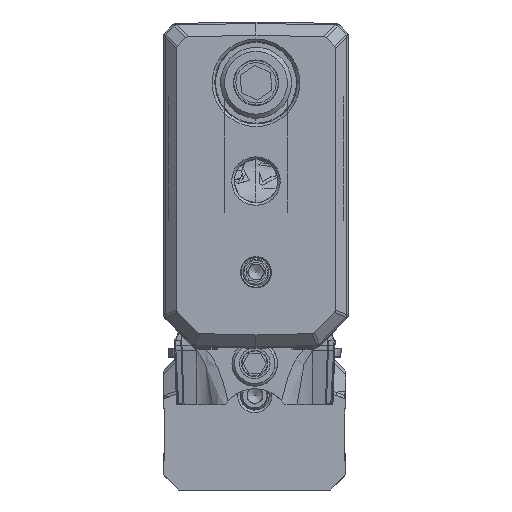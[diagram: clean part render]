
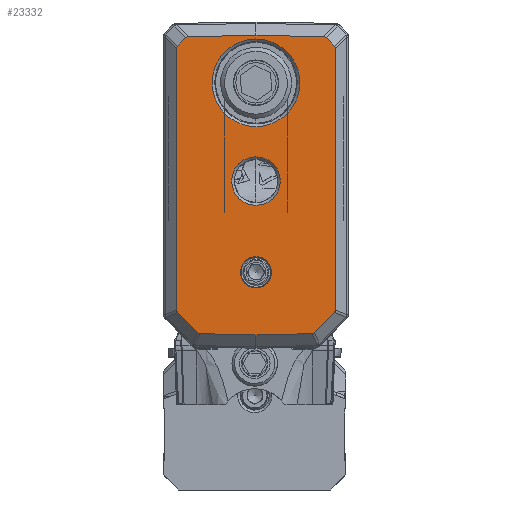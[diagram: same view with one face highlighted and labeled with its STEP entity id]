
A CAD part, front view. The second image highlights one B-rep face of the part: STEP entity #23332.
In plain terms, the highlighted planar face has unit normal (0, -1, 0).
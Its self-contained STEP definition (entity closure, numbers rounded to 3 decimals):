
#3625=ELLIPSE('',#115720,0.859,0.5);
#3626=ELLIPSE('',#115722,0.859,0.5);
#3627=ELLIPSE('',#115724,0.736,0.5);
#3628=ELLIPSE('',#115726,0.735,0.5);
#3629=ELLIPSE('',#115728,0.735,0.5);
#3630=ELLIPSE('',#115730,0.736,0.5);
#3631=ELLIPSE('',#115732,0.859,0.5);
#3632=ELLIPSE('',#115734,0.859,0.5);
#19453=FACE_BOUND('',#37334,.T.);
#19454=FACE_BOUND('',#37335,.T.);
#19455=FACE_BOUND('',#37336,.T.);
#19456=FACE_BOUND('',#37337,.T.);
#23332=ADVANCED_FACE('',(#19453,#19454,#19455,#19456),#27149,.T.);
#27149=PLANE('',#115830);
#37334=EDGE_LOOP('',(#56647,#56648,#56649,#56650,#56651,#56652,#56653,#56654,
#56655,#56656,#56657,#56658,#56659,#56660,#56661,#56662,#56663,#56664));
#37335=EDGE_LOOP('',(#56665));
#37336=EDGE_LOOP('',(#56666));
#37337=EDGE_LOOP('',(#56667));
#56647=ORIENTED_EDGE('',*,*,#84226,.T.);
#56648=ORIENTED_EDGE('',*,*,#84120,.T.);
#56649=ORIENTED_EDGE('',*,*,#84221,.T.);
#56650=ORIENTED_EDGE('',*,*,#84117,.T.);
#56651=ORIENTED_EDGE('',*,*,#84229,.T.);
#56652=ORIENTED_EDGE('',*,*,#84243,.T.);
#56653=ORIENTED_EDGE('',*,*,#84099,.T.);
#56654=ORIENTED_EDGE('',*,*,#84222,.T.);
#56655=ORIENTED_EDGE('',*,*,#84102,.T.);
#56656=ORIENTED_EDGE('',*,*,#84227,.T.);
#56657=ORIENTED_EDGE('',*,*,#84105,.T.);
#56658=ORIENTED_EDGE('',*,*,#84220,.T.);
#56659=ORIENTED_EDGE('',*,*,#84108,.T.);
#56660=ORIENTED_EDGE('',*,*,#84244,.T.);
#56661=ORIENTED_EDGE('',*,*,#84224,.T.);
#56662=ORIENTED_EDGE('',*,*,#84111,.T.);
#56663=ORIENTED_EDGE('',*,*,#84219,.T.);
#56664=ORIENTED_EDGE('',*,*,#84114,.T.);
#56665=ORIENTED_EDGE('',*,*,#83620,.T.);
#56666=ORIENTED_EDGE('',*,*,#83622,.T.);
#56667=ORIENTED_EDGE('',*,*,#83616,.T.);
#72120=VERTEX_POINT('',#179496);
#72124=VERTEX_POINT('',#179532);
#72126=VERTEX_POINT('',#179537);
#72447=VERTEX_POINT('',#183378);
#72448=VERTEX_POINT('',#183380);
#72449=VERTEX_POINT('',#183384);
#72450=VERTEX_POINT('',#183386);
#72451=VERTEX_POINT('',#183390);
#72452=VERTEX_POINT('',#183392);
#72453=VERTEX_POINT('',#183396);
#72454=VERTEX_POINT('',#183398);
#72455=VERTEX_POINT('',#183402);
#72456=VERTEX_POINT('',#183404);
#72457=VERTEX_POINT('',#183408);
#72458=VERTEX_POINT('',#183410);
#72459=VERTEX_POINT('',#183414);
#72460=VERTEX_POINT('',#183416);
#72461=VERTEX_POINT('',#183420);
#72462=VERTEX_POINT('',#183422);
#72514=VERTEX_POINT('',#183780);
#72515=VERTEX_POINT('',#183788);
#83616=EDGE_CURVE('',#72120,#72120,#107344,.T.);
#83620=EDGE_CURVE('',#72124,#72124,#107346,.T.);
#83622=EDGE_CURVE('',#72126,#72126,#107348,.T.);
#84099=EDGE_CURVE('',#72447,#72448,#3625,.T.);
#84102=EDGE_CURVE('',#72449,#72450,#3626,.T.);
#84105=EDGE_CURVE('',#72451,#72452,#3627,.T.);
#84108=EDGE_CURVE('',#72453,#72454,#3628,.T.);
#84111=EDGE_CURVE('',#72455,#72456,#3629,.T.);
#84114=EDGE_CURVE('',#72457,#72458,#3630,.T.);
#84117=EDGE_CURVE('',#72459,#72460,#3631,.T.);
#84120=EDGE_CURVE('',#72461,#72462,#3632,.T.);
#84219=EDGE_CURVE('',#72456,#72457,#94331,.T.);
#84220=EDGE_CURVE('',#72452,#72453,#94332,.T.);
#84221=EDGE_CURVE('',#72462,#72459,#94333,.T.);
#84222=EDGE_CURVE('',#72448,#72449,#94334,.T.);
#84224=EDGE_CURVE('',#72514,#72455,#94335,.T.);
#84226=EDGE_CURVE('',#72458,#72461,#94337,.T.);
#84227=EDGE_CURVE('',#72450,#72451,#94338,.T.);
#84229=EDGE_CURVE('',#72460,#72515,#94340,.T.);
#84243=EDGE_CURVE('',#72515,#72447,#94344,.T.);
#84244=EDGE_CURVE('',#72454,#72514,#94345,.T.);
#94331=LINE('',#183767,#102568);
#94332=LINE('',#183769,#102569);
#94333=LINE('',#183771,#102570);
#94334=LINE('',#183773,#102571);
#94335=LINE('',#183779,#102572);
#94337=LINE('',#183783,#102574);
#94338=LINE('',#183785,#102575);
#94340=LINE('',#183789,#102577);
#94344=LINE('',#183824,#102581);
#94345=LINE('',#183825,#102582);
#102568=VECTOR('',#134102,1.);
#102569=VECTOR('',#134105,1.);
#102570=VECTOR('',#134108,1.);
#102571=VECTOR('',#134111,1.);
#102572=VECTOR('',#134120,1.);
#102574=VECTOR('',#134124,1.);
#102575=VECTOR('',#134127,1.);
#102577=VECTOR('',#134131,1.);
#102581=VECTOR('',#134171,1.);
#102582=VECTOR('',#134172,1.);
#107344=CIRCLE('',#115452,2.4);
#107346=CIRCLE('',#115456,1.55);
#107348=CIRCLE('',#115459,4.323);
#115452=AXIS2_PLACEMENT_3D('',#179495,#133145,#133146);
#115456=AXIS2_PLACEMENT_3D('',#179531,#133153,#133154);
#115459=AXIS2_PLACEMENT_3D('',#179536,#133159,#133160);
#115720=AXIS2_PLACEMENT_3D('',#183381,#133878,#133879);
#115722=AXIS2_PLACEMENT_3D('',#183387,#133884,#133885);
#115724=AXIS2_PLACEMENT_3D('',#183393,#133890,#133891);
#115726=AXIS2_PLACEMENT_3D('',#183399,#133896,#133897);
#115728=AXIS2_PLACEMENT_3D('',#183405,#133902,#133903);
#115730=AXIS2_PLACEMENT_3D('',#183411,#133908,#133909);
#115732=AXIS2_PLACEMENT_3D('',#183417,#133914,#133915);
#115734=AXIS2_PLACEMENT_3D('',#183423,#133920,#133921);
#115830=AXIS2_PLACEMENT_3D('',#183826,#134173,#134174);
#133145=DIRECTION('',(0.,1.,0.));
#133146=DIRECTION('',(0.,0.,-1.));
#133153=DIRECTION('',(0.,1.,0.));
#133154=DIRECTION('',(0.,0.,-1.));
#133159=DIRECTION('',(0.,1.,0.));
#133160=DIRECTION('',(0.,0.,-1.));
#133878=DIRECTION('',(0.,-1.,0.));
#133879=DIRECTION('',(0.716,0.,-0.698));
#133884=DIRECTION('',(0.,-1.,0.));
#133885=DIRECTION('',(0.716,0.,-0.698));
#133890=DIRECTION('',(0.,-1.,0.));
#133891=DIRECTION('',(-0.926,0.,-0.379));
#133896=DIRECTION('',(0.,-1.,0.));
#133897=DIRECTION('',(-0.398,0.,-0.917));
#133902=DIRECTION('',(0.,-1.,0.));
#133903=DIRECTION('',(-0.398,0.,0.917));
#133908=DIRECTION('',(0.,-1.,0.));
#133909=DIRECTION('',(-0.926,0.,0.379));
#133914=DIRECTION('',(0.,-1.,0.));
#133915=DIRECTION('',(0.716,0.,0.698));
#133920=DIRECTION('',(0.,-1.,0.));
#133921=DIRECTION('',(0.716,0.,0.698));
#134102=DIRECTION('',(0.701,0.,0.713));
#134105=DIRECTION('',(0.701,0.,-0.713));
#134108=DIRECTION('',(-0.698,0.,0.716));
#134111=DIRECTION('',(-0.698,0.,-0.716));
#134120=DIRECTION('',(1.,0.,0.025));
#134124=DIRECTION('',(0.,0.,1.));
#134127=DIRECTION('',(0.,0.,-1.));
#134131=DIRECTION('',(-1.,0.,0.025));
#134171=DIRECTION('',(-1.,0.,-0.025));
#134172=DIRECTION('',(1.,0.,-0.025));
#134173=DIRECTION('',(0.,-1.,0.));
#134174=DIRECTION('',(0.,0.,-1.));
#179495=CARTESIAN_POINT('',(0.125,-28.5,-15.7));
#179496=CARTESIAN_POINT('',(0.125,-28.5,-18.1));
#179531=CARTESIAN_POINT('',(0.125,-28.5,-24.7));
#179532=CARTESIAN_POINT('',(0.125,-28.5,-26.25));
#179536=CARTESIAN_POINT('',(0.125,-28.5,-6.));
#179537=CARTESIAN_POINT('',(0.125,-28.5,-10.323));
#183378=CARTESIAN_POINT('',(-6.564,-28.5,-1.465));
#183380=CARTESIAN_POINT('',(-6.816,-28.5,-1.564));
#183381=CARTESIAN_POINT('',(-6.201,-28.5,-2.163));
#183384=CARTESIAN_POINT('',(-7.608,-28.5,-2.375));
#183386=CARTESIAN_POINT('',(-7.7,-28.5,-2.63));
#183387=CARTESIAN_POINT('',(-6.993,-28.5,-2.975));
#183390=CARTESIAN_POINT('',(-7.7,-28.5,-28.416));
#183392=CARTESIAN_POINT('',(-7.599,-28.5,-28.664));
#183393=CARTESIAN_POINT('',(-6.993,-28.5,-28.272));
#183396=CARTESIAN_POINT('',(-5.639,-28.5,-30.658));
#183398=CARTESIAN_POINT('',(-5.396,-28.5,-30.764));
#183399=CARTESIAN_POINT('',(-5.235,-28.5,-30.06));
#183402=CARTESIAN_POINT('',(5.646,-28.5,-30.764));
#183404=CARTESIAN_POINT('',(5.889,-28.5,-30.658));
#183405=CARTESIAN_POINT('',(5.485,-28.5,-30.06));
#183408=CARTESIAN_POINT('',(7.849,-28.5,-28.664));
#183410=CARTESIAN_POINT('',(7.95,-28.5,-28.416));
#183411=CARTESIAN_POINT('',(7.243,-28.5,-28.272));
#183414=CARTESIAN_POINT('',(7.066,-28.5,-1.564));
#183416=CARTESIAN_POINT('',(6.814,-28.5,-1.465));
#183417=CARTESIAN_POINT('',(6.451,-28.5,-2.163));
#183420=CARTESIAN_POINT('',(7.95,-28.5,-2.63));
#183422=CARTESIAN_POINT('',(7.858,-28.5,-2.375));
#183423=CARTESIAN_POINT('',(7.243,-28.5,-2.975));
#183767=CARTESIAN_POINT('',(-2.196,-28.5,-38.886));
#183769=CARTESIAN_POINT('',(-6.519,-28.5,-29.762));
#183771=CARTESIAN_POINT('',(14.544,-28.5,-9.227));
#183773=CARTESIAN_POINT('',(-23.195,-28.5,-18.349));
#183779=CARTESIAN_POINT('',(-9.027,-28.5,-31.126));
#183780=CARTESIAN_POINT('',(0.125,-28.5,-30.9));
#183783=CARTESIAN_POINT('',(7.95,-28.5,-32.2));
#183785=CARTESIAN_POINT('',(-7.7,-28.5,-32.2));
#183788=CARTESIAN_POINT('',(0.125,-28.5,-1.3));
#183789=CARTESIAN_POINT('',(-8.232,-28.5,-1.094));
#183824=CARTESIAN_POINT('',(-9.757,-28.5,-1.544));
#183825=CARTESIAN_POINT('',(-8.962,-28.5,-30.676));
#183826=CARTESIAN_POINT('',(-9.,-28.5,-32.2));
